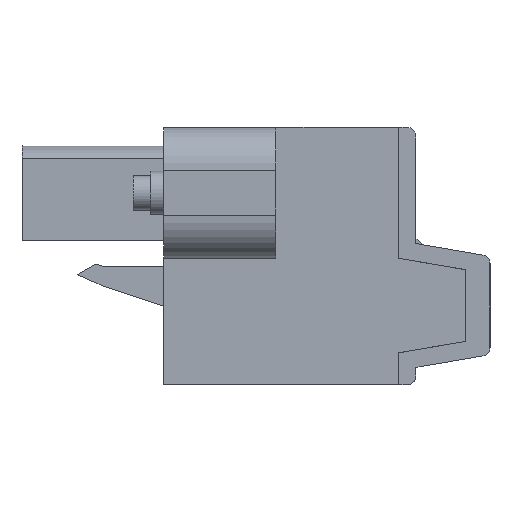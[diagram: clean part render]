
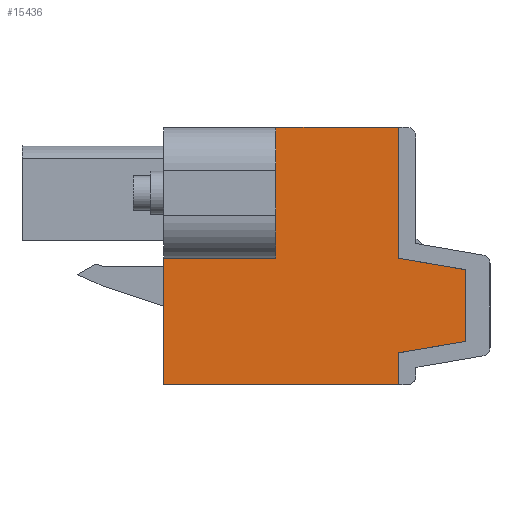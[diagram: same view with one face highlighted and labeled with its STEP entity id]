
A CAD part, left-side view. The second image highlights one B-rep face of the part: STEP entity #15436.
In plain terms, the highlighted planar face has unit normal (-1, 0, 0).
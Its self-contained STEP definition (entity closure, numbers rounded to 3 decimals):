
#326=LINE('',#22247,#2352);
#339=LINE('',#22301,#2365);
#341=LINE('',#22309,#2367);
#342=LINE('',#22310,#2368);
#343=LINE('',#22312,#2369);
#344=LINE('',#22314,#2370);
#345=LINE('',#22316,#2371);
#346=LINE('',#22318,#2372);
#347=LINE('',#22320,#2373);
#348=LINE('',#22322,#2374);
#2352=VECTOR('',#18014,1000.);
#2365=VECTOR('',#18061,1000.);
#2367=VECTOR('',#18069,1000.);
#2368=VECTOR('',#18070,1000.);
#2369=VECTOR('',#18071,1000.);
#2370=VECTOR('',#18072,1000.);
#2371=VECTOR('',#18073,1000.);
#2372=VECTOR('',#18074,1000.);
#2373=VECTOR('',#18075,1000.);
#2374=VECTOR('',#18076,1000.);
#4416=ORIENTED_EDGE('',*,*,#8925,.F.);
#4417=ORIENTED_EDGE('',*,*,#8929,.T.);
#4418=ORIENTED_EDGE('',*,*,#8900,.F.);
#4419=ORIENTED_EDGE('',*,*,#8930,.F.);
#4420=ORIENTED_EDGE('',*,*,#8931,.F.);
#4421=ORIENTED_EDGE('',*,*,#8932,.F.);
#4422=ORIENTED_EDGE('',*,*,#8933,.F.);
#4423=ORIENTED_EDGE('',*,*,#8934,.F.);
#4424=ORIENTED_EDGE('',*,*,#8935,.F.);
#4425=ORIENTED_EDGE('',*,*,#8936,.F.);
#8900=EDGE_CURVE('',#11157,#11158,#326,.T.);
#8925=EDGE_CURVE('',#11181,#11182,#339,.T.);
#8929=EDGE_CURVE('',#11181,#11158,#341,.T.);
#8930=EDGE_CURVE('',#11185,#11157,#342,.T.);
#8931=EDGE_CURVE('',#11186,#11185,#343,.T.);
#8932=EDGE_CURVE('',#11187,#11186,#344,.T.);
#8933=EDGE_CURVE('',#11188,#11187,#345,.T.);
#8934=EDGE_CURVE('',#11189,#11188,#346,.T.);
#8935=EDGE_CURVE('',#11190,#11189,#347,.T.);
#8936=EDGE_CURVE('',#11182,#11190,#348,.T.);
#11157=VERTEX_POINT('',#22246);
#11158=VERTEX_POINT('',#22248);
#11181=VERTEX_POINT('',#22300);
#11182=VERTEX_POINT('',#22302);
#11185=VERTEX_POINT('',#22311);
#11186=VERTEX_POINT('',#22313);
#11187=VERTEX_POINT('',#22315);
#11188=VERTEX_POINT('',#22317);
#11189=VERTEX_POINT('',#22319);
#11190=VERTEX_POINT('',#22321);
#12820=EDGE_LOOP('',(#4416,#4417,#4418,#4419,#4420,#4421,#4422,#4423,#4424,
#4425));
#13774=FACE_BOUND('',#12820,.T.);
#14719=PLANE('',#16896);
#15436=ADVANCED_FACE('',(#13774),#14719,.F.);
#16896=AXIS2_PLACEMENT_3D('',#22308,#18067,#18068);
#18014=DIRECTION('',(0.,0.,1.));
#18061=DIRECTION('',(0.,0.,1.));
#18067=DIRECTION('',(1.,0.,0.));
#18068=DIRECTION('',(0.,0.,-1.));
#18069=DIRECTION('',(0.,1.,0.));
#18070=DIRECTION('',(0.,1.,0.));
#18071=DIRECTION('',(0.,0.,-1.));
#18072=DIRECTION('',(0.,0.986,-0.169));
#18073=DIRECTION('',(0.,0.,-1.));
#18074=DIRECTION('',(0.,-0.986,-0.169));
#18075=DIRECTION('',(0.,0.,-1.));
#18076=DIRECTION('',(0.,-1.,0.));
#22246=CARTESIAN_POINT('',(-15.24,6.805,-7.45));
#22247=CARTESIAN_POINT('',(-15.24,6.805,-7.45));
#22248=CARTESIAN_POINT('',(-15.24,6.805,-0.13));
#22300=CARTESIAN_POINT('',(-15.24,0.305,-0.13));
#22301=CARTESIAN_POINT('',(-15.24,0.305,-0.13));
#22302=CARTESIAN_POINT('',(-15.24,0.305,7.45));
#22308=CARTESIAN_POINT('',(-15.24,0.,0.));
#22309=CARTESIAN_POINT('',(-15.24,0.305,-0.13));
#22310=CARTESIAN_POINT('',(-15.24,-6.805,-7.45));
#22311=CARTESIAN_POINT('',(-15.24,-6.805,-7.45));
#22312=CARTESIAN_POINT('',(-15.24,-6.805,-5.61));
#22313=CARTESIAN_POINT('',(-15.24,-6.805,-5.61));
#22314=CARTESIAN_POINT('',(-15.24,-10.688,-4.945));
#22315=CARTESIAN_POINT('',(-15.24,-10.688,-4.945));
#22316=CARTESIAN_POINT('',(-15.24,-10.688,-0.795));
#22317=CARTESIAN_POINT('',(-15.24,-10.688,-0.795));
#22318=CARTESIAN_POINT('',(-15.24,-6.805,-0.13));
#22319=CARTESIAN_POINT('',(-15.24,-6.805,-0.13));
#22320=CARTESIAN_POINT('',(-15.24,-6.805,7.45));
#22321=CARTESIAN_POINT('',(-15.24,-6.805,7.45));
#22322=CARTESIAN_POINT('',(-15.24,6.805,7.45));
